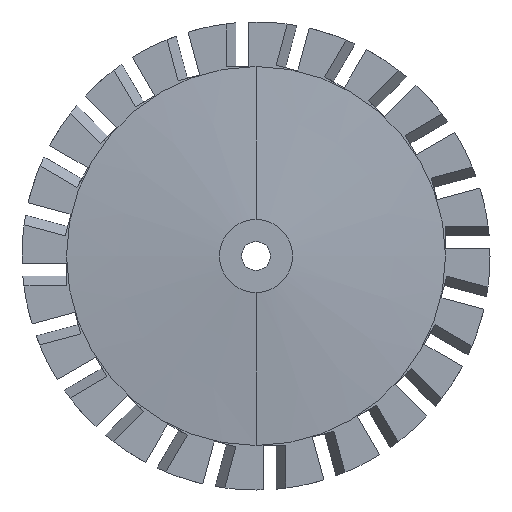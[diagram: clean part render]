
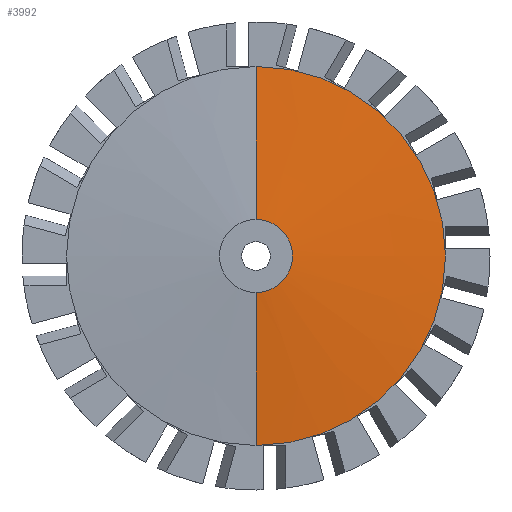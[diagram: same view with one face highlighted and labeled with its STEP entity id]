
A CAD part, front view. The second image highlights one B-rep face of the part: STEP entity #3992.
In plain terms, the highlighted conical face has half-angle 84.886 degrees and reference radius 12.7 mm.
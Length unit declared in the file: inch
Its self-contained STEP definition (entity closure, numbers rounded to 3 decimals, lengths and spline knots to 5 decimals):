
#108 = LINE ( 'NONE', #792, #6190 ) ;
#250 = DIRECTION ( 'NONE',  ( 0., 0., -1. ) ) ;
#275 = DIRECTION ( 'NONE',  ( 0., 0.089, -0.996 ) ) ;
#282 = CONICAL_SURFACE ( 'NONE', #2597, 0.5, 1.482 ) ;
#539 = EDGE_CURVE ( 'NONE', #5063, #6379, #4748, .T. ) ;
#792 = CARTESIAN_POINT ( 'NONE',  ( 0., -0.375, 0.5 ) ) ;
#1185 = CARTESIAN_POINT ( 'NONE',  ( 0., -0.375, 0.5 ) ) ;
#1212 = CIRCLE ( 'NONE', #1495, 0.5 ) ;
#1276 = EDGE_CURVE ( 'NONE', #2409, #3250, #1212, .T. ) ;
#1495 = AXIS2_PLACEMENT_3D ( 'NONE', #4624, #5197, #250 ) ;
#1538 = CARTESIAN_POINT ( 'NONE',  ( 0., -0.375, 0. ) ) ;
#1725 = ORIENTED_EDGE ( 'NONE', *, *, #3385, .T. ) ;
#1963 = DIRECTION ( 'NONE',  ( 0., 0.089, 0.996 ) ) ;
#2223 = ORIENTED_EDGE ( 'NONE', *, *, #539, .T. ) ;
#2409 = VERTEX_POINT ( 'NONE', #4782 ) ;
#2597 = AXIS2_PLACEMENT_3D ( 'NONE', #1538, #2682, #3187 ) ;
#2682 = DIRECTION ( 'NONE',  ( 0., 1., 0. ) ) ;
#2704 = ORIENTED_EDGE ( 'NONE', *, *, #6122, .F. ) ;
#3023 = LINE ( 'NONE', #4685, #3641 ) ;
#3187 = DIRECTION ( 'NONE',  ( 0., 0., 1. ) ) ;
#3250 = VERTEX_POINT ( 'NONE', #1185 ) ;
#3385 = EDGE_CURVE ( 'NONE', #2409, #5063, #3023, .T. ) ;
#3494 = EDGE_LOOP ( 'NONE', ( #4163, #1725, #2223, #2704 ) ) ;
#3641 = VECTOR ( 'NONE', #275, 39.37008 ) ;
#3992 = ADVANCED_FACE ( 'NONE', ( #5425 ), #282, .T. ) ;
#4163 = ORIENTED_EDGE ( 'NONE', *, *, #1276, .F. ) ;
#4518 = AXIS2_PLACEMENT_3D ( 'NONE', #6375, #4707, #5799 ) ;
#4624 = CARTESIAN_POINT ( 'NONE',  ( 0., -0.375, 0. ) ) ;
#4685 = CARTESIAN_POINT ( 'NONE',  ( 0., -0.375, -0.5 ) ) ;
#4707 = DIRECTION ( 'NONE',  ( 0., -1., 0. ) ) ;
#4748 = CIRCLE ( 'NONE', #4518, 2.595 ) ;
#4782 = CARTESIAN_POINT ( 'NONE',  ( 0., -0.375, -0.5 ) ) ;
#5063 = VERTEX_POINT ( 'NONE', #5502 ) ;
#5197 = DIRECTION ( 'NONE',  ( 0., -1., 0. ) ) ;
#5425 = FACE_OUTER_BOUND ( 'NONE', #3494, .T. ) ;
#5502 = CARTESIAN_POINT ( 'NONE',  ( 0., -0.1875, -2.595 ) ) ;
#5799 = DIRECTION ( 'NONE',  ( 0., 0., -1. ) ) ;
#6122 = EDGE_CURVE ( 'NONE', #3250, #6379, #108, .T. ) ;
#6190 = VECTOR ( 'NONE', #1963, 39.37008 ) ;
#6375 = CARTESIAN_POINT ( 'NONE',  ( 0., -0.1875, 0. ) ) ;
#6379 = VERTEX_POINT ( 'NONE', #6496 ) ;
#6496 = CARTESIAN_POINT ( 'NONE',  ( 0., -0.1875, 2.595 ) ) ;
